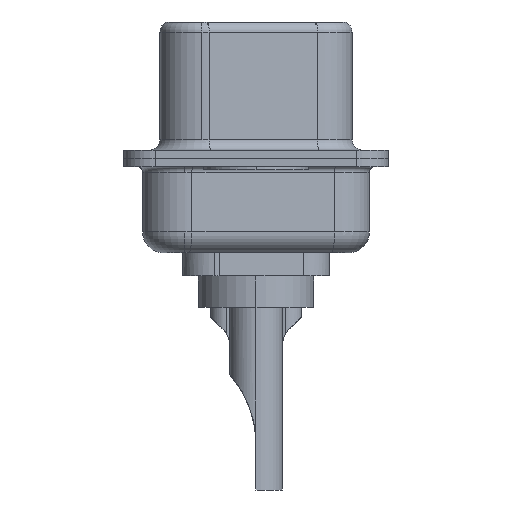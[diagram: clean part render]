
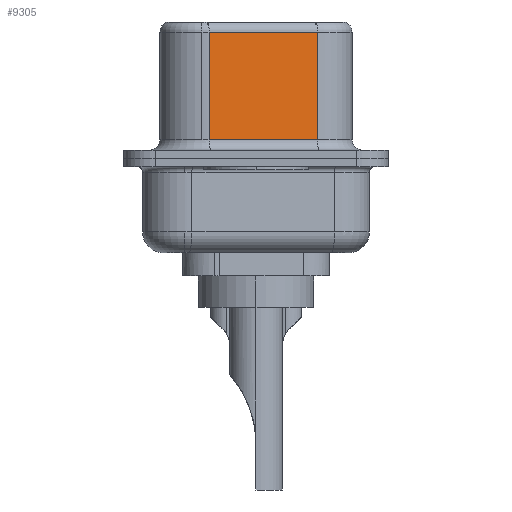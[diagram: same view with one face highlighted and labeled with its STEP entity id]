
A CAD part, left-side view. The second image highlights one B-rep face of the part: STEP entity #9305.
In plain terms, the highlighted planar face has unit normal (-0.985, -0.174, 0).
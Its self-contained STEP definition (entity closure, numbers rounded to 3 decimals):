
#374 = VECTOR ( 'NONE', #5784, 1000. ) ;
#1203 = CARTESIAN_POINT ( 'NONE',  ( 3.67, 2.233, 6.02 ) ) ;
#2477 = DIRECTION ( 'NONE',  ( -0.174, 0.985, 0. ) ) ;
#2562 = CARTESIAN_POINT ( 'NONE',  ( 3.67, 2.233, 6.52 ) ) ;
#2622 = VERTEX_POINT ( 'NONE', #9188 ) ;
#2641 = LINE ( 'NONE', #2562, #4790 ) ;
#3988 = ORIENTED_EDGE ( 'NONE', *, *, #10600, .T. ) ;
#4272 = EDGE_LOOP ( 'NONE', ( #8181, #3988, #15320, #11083 ) ) ;
#4790 = VECTOR ( 'NONE', #5284, 1000. ) ;
#4947 = CARTESIAN_POINT ( 'NONE',  ( 4.58, -2.927, 6.52 ) ) ;
#5042 = VECTOR ( 'NONE', #2477, 1000. ) ;
#5284 = DIRECTION ( 'NONE',  ( 0., 0., -1. ) ) ;
#5306 = AXIS2_PLACEMENT_3D ( 'NONE', #4947, #9037, #15913 ) ;
#5784 = DIRECTION ( 'NONE',  ( 0., 0., -1. ) ) ;
#6930 = EDGE_CURVE ( 'NONE', #9882, #9000, #2641, .T. ) ;
#7406 = CARTESIAN_POINT ( 'NONE',  ( 3.67, 2.233, 0.9 ) ) ;
#8181 = ORIENTED_EDGE ( 'NONE', *, *, #15754, .F. ) ;
#8285 = LINE ( 'NONE', #9337, #5042 ) ;
#9000 = VERTEX_POINT ( 'NONE', #7406 ) ;
#9037 = DIRECTION ( 'NONE',  ( 0.985, 0.174, 0. ) ) ;
#9188 = CARTESIAN_POINT ( 'NONE',  ( 4.58, -2.927, 0.9 ) ) ;
#9305 = ADVANCED_FACE ( 'NONE', ( #17472 ), #17134, .F. ) ;
#9337 = CARTESIAN_POINT ( 'NONE',  ( 4.58, -2.927, 6.02 ) ) ;
#9615 = EDGE_CURVE ( 'NONE', #9000, #2622, #16823, .T. ) ;
#9882 = VERTEX_POINT ( 'NONE', #1203 ) ;
#10600 = EDGE_CURVE ( 'NONE', #10825, #9882, #8285, .T. ) ;
#10825 = VERTEX_POINT ( 'NONE', #14928 ) ;
#11083 = ORIENTED_EDGE ( 'NONE', *, *, #9615, .T. ) ;
#11506 = LINE ( 'NONE', #13888, #374 ) ;
#13271 = DIRECTION ( 'NONE',  ( 0.174, -0.985, 0. ) ) ;
#13888 = CARTESIAN_POINT ( 'NONE',  ( 4.58, -2.927, 6.52 ) ) ;
#14066 = VECTOR ( 'NONE', #13271, 1000. ) ;
#14928 = CARTESIAN_POINT ( 'NONE',  ( 4.58, -2.927, 6.02 ) ) ;
#15320 = ORIENTED_EDGE ( 'NONE', *, *, #6930, .T. ) ;
#15754 = EDGE_CURVE ( 'NONE', #10825, #2622, #11506, .T. ) ;
#15892 = CARTESIAN_POINT ( 'NONE',  ( 4.58, -2.927, 0.9 ) ) ;
#15913 = DIRECTION ( 'NONE',  ( -0.174, 0.985, 0. ) ) ;
#16823 = LINE ( 'NONE', #15892, #14066 ) ;
#17134 = PLANE ( 'NONE',  #5306 ) ;
#17472 = FACE_OUTER_BOUND ( 'NONE', #4272, .T. ) ;
